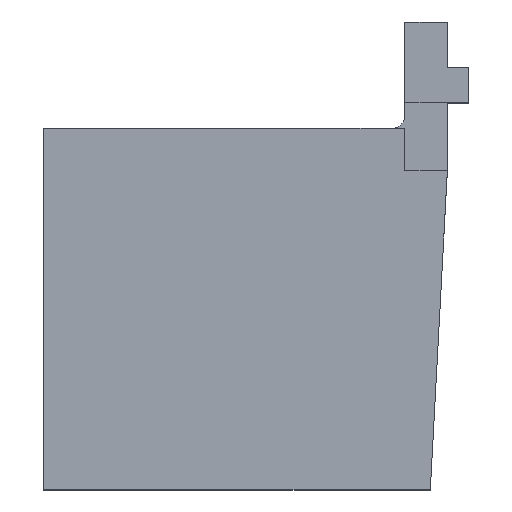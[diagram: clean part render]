
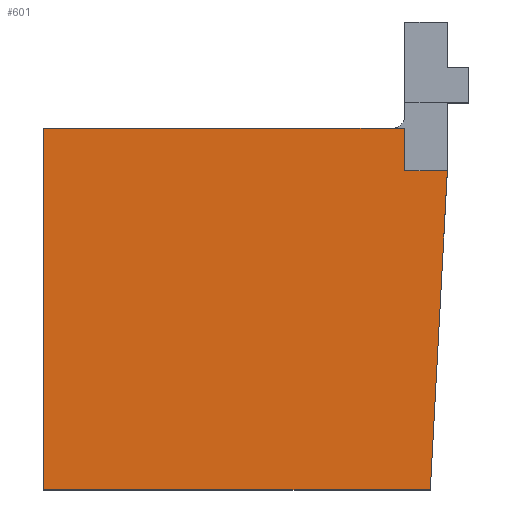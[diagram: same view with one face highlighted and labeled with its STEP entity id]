
A CAD part, top view. The second image highlights one B-rep face of the part: STEP entity #601.
In plain terms, the highlighted planar face has unit normal (0, 0, 1).
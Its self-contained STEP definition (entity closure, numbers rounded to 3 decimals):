
#53=PLANE('',#660);
#86=FACE_OUTER_BOUND('',#127,.T.);
#127=EDGE_LOOP('',(#560,#561,#562,#563,#564,#565,#566));
#138=LINE('',#868,#206);
#159=LINE('',#911,#227);
#160=LINE('',#912,#228);
#163=LINE('',#916,#231);
#183=LINE('',#962,#251);
#190=LINE('',#975,#258);
#195=LINE('',#984,#263);
#206=VECTOR('',#711,10.);
#227=VECTOR('',#748,10.);
#228=VECTOR('',#749,10.);
#231=VECTOR('',#752,10.);
#251=VECTOR('',#796,10.);
#258=VECTOR('',#807,10.);
#263=VECTOR('',#818,10.);
#289=VERTEX_POINT('',#860);
#291=VERTEX_POINT('',#866);
#292=VERTEX_POINT('',#867);
#305=VERTEX_POINT('',#909);
#306=VERTEX_POINT('',#910);
#321=VERTEX_POINT('',#961);
#325=VERTEX_POINT('',#974);
#347=EDGE_CURVE('',#291,#292,#138,.T.);
#368=EDGE_CURVE('',#305,#306,#159,.T.);
#369=EDGE_CURVE('',#305,#291,#160,.T.);
#372=EDGE_CURVE('',#289,#306,#163,.T.);
#394=EDGE_CURVE('',#321,#292,#183,.T.);
#401=EDGE_CURVE('',#325,#321,#190,.T.);
#406=EDGE_CURVE('',#325,#289,#195,.T.);
#560=ORIENTED_EDGE('',*,*,#406,.F.);
#561=ORIENTED_EDGE('',*,*,#401,.T.);
#562=ORIENTED_EDGE('',*,*,#394,.T.);
#563=ORIENTED_EDGE('',*,*,#347,.F.);
#564=ORIENTED_EDGE('',*,*,#369,.F.);
#565=ORIENTED_EDGE('',*,*,#368,.T.);
#566=ORIENTED_EDGE('',*,*,#372,.F.);
#601=ADVANCED_FACE('',(#86),#53,.T.);
#660=AXIS2_PLACEMENT_3D('',#985,#819,#820);
#711=DIRECTION('',(-0.053,-0.999,0.));
#748=DIRECTION('',(0.,1.,0.));
#749=DIRECTION('',(1.,0.,0.));
#752=DIRECTION('',(1.,0.,0.));
#796=DIRECTION('',(1.,0.,0.));
#807=DIRECTION('',(0.,-1.,0.));
#818=DIRECTION('',(1.,0.,0.));
#819=DIRECTION('center_axis',(0.,0.,1.));
#820=DIRECTION('ref_axis',(-1.,0.,0.));
#860=CARTESIAN_POINT('',(2.,-6.,40.));
#866=CARTESIAN_POINT('',(15.,-16.,40.));
#867=CARTESIAN_POINT('',(11.,-91.,40.));
#868=CARTESIAN_POINT('',(15.,-16.,40.));
#909=CARTESIAN_POINT('',(5.,-16.,40.));
#910=CARTESIAN_POINT('',(5.,-6.,40.));
#911=CARTESIAN_POINT('',(5.,-91.,40.));
#912=CARTESIAN_POINT('',(5.,-16.,40.));
#916=CARTESIAN_POINT('',(0.,-6.,40.));
#961=CARTESIAN_POINT('',(-80.,-91.,40.));
#962=CARTESIAN_POINT('',(0.,-91.,40.));
#974=CARTESIAN_POINT('',(-80.,-6.,40.));
#975=CARTESIAN_POINT('',(-80.,-16.,40.));
#984=CARTESIAN_POINT('',(0.,-6.,40.));
#985=CARTESIAN_POINT('Origin',(0.,-16.,40.));
